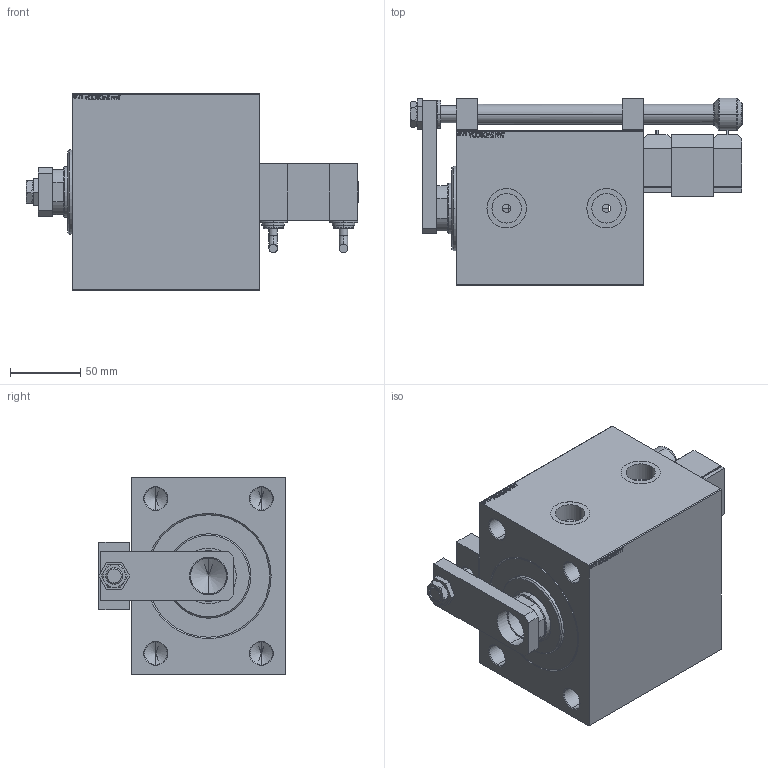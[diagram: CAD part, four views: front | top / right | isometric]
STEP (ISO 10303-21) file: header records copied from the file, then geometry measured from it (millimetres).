
FILE_DESCRIPTION (( 'STEP AP203' ), '1' );
FILE_NAME ('ec5d.STEP', '2021-03-18T17:31:09', ( '' ), ( '' ), 'SwSTEP 2.0', 'SolidWorks 2019', '' );
FILE_SCHEMA (( 'CONFIG_CONTROL_DESIGN' ));
Length unit declared in the file: millimetre
Products named in the file (13): NUT_D19_P f5ea2d54b392279cd986581dd9588b17; NUT_D16 f5ea2d54b392279cd986581dd9588b17; SWITCH P f5ea2d54b392279cd986581dd9588b17; MIDDLE f5ea2d54b392279cd986581dd9588b17; SWITCH DIM W_B f5ea2d54b392279cd986581dd9588b17; V450CM_B_VCP f5ea2d54b392279cd986581dd9588b17; SWITCH_P_FRONT_BACK f5ea2d54b392279cd986581dd9588b17; KROUZEK_PRO_TYC f5ea2d54b392279cd986581dd9588b17; TYC_P f5ea2d54b392279cd986581dd9588b17; ec5d; V450CM_VC_B f5ea2d54b392279cd986581dd9588b17; ZARAZKA_P f5ea2d54b392279cd986581dd9588b17; V450CM_B f5ea2d54b392279cd986581dd9588b17
Assembly tree (14 placements, depth 2):
  ec5d
    V450CM_B f5ea2d54b392279cd986581dd9588b17
    V450CM_B_VCP f5ea2d54b392279cd986581dd9588b17
    V450CM_VC_B f5ea2d54b392279cd986581dd9588b17
    NUT_D16 f5ea2d54b392279cd986581dd9588b17
    NUT_D19_P f5ea2d54b392279cd986581dd9588b17
    SWITCH DIM W_B f5ea2d54b392279cd986581dd9588b17
    ZARAZKA_P f5ea2d54b392279cd986581dd9588b17
    TYC_P f5ea2d54b392279cd986581dd9588b17
    SWITCH_P_FRONT_BACK f5ea2d54b392279cd986581dd9588b17  x2
    SWITCH P f5ea2d54b392279cd986581dd9588b17  x2
    MIDDLE f5ea2d54b392279cd986581dd9588b17
    KROUZEK_PRO_TYC f5ea2d54b392279cd986581dd9588b17
Bounding box: 236 x 133.5 x 140 mm (x, y, z)
Volume: 2024238.2 mm3; surface area: 252874.5 mm2
Topology: 14 solids, 14 shells, 1122 faces, 2805 edges, 1824 vertices
Faces by surface type: plane 519, bspline 380, cylinder 122, cone 69, torus 32
Entity records: 50659 total; most frequent: CARTESIAN_POINT 26342, ORIENTED_EDGE 5278, DIRECTION 3530, EDGE_CURVE 2639, VERTEX_POINT 1728, VECTOR 1522, LINE 1522, EDGE_LOOP 1209
